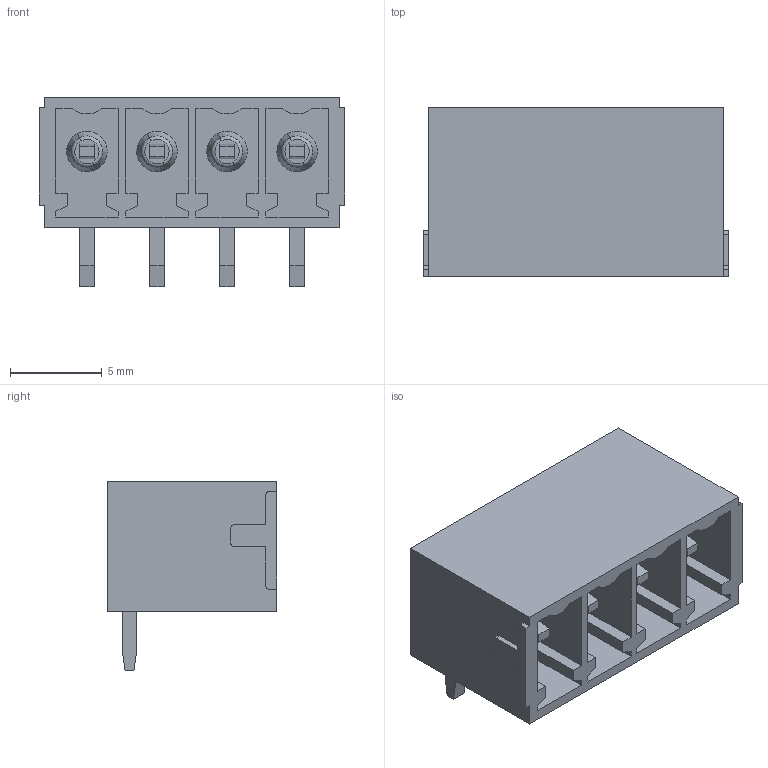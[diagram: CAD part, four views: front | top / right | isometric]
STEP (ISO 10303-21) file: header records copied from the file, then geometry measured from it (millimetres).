
FILE_DESCRIPTION(('CATIA V5 STEP Exchange','CAx-IF Rec.Pracs.--- Model Styling and Organization---1.2---2011-12-15'),'2;1');
FILE_NAME ('D1447365_0_1036510000_1036510000.stp','2018-10-12T06:35:26+00:00',('none'),('Weidmueller'),'CATIA Version 5-6 Release 2014','CATIA V5 STEP AP214','none');
FILE_SCHEMA(('AUTOMOTIVE_DESIGN { 1 0 10303 214 1 1 1 1 }'));
Length unit declared in the file: millimetre
Products named in the file (1): 1036510000
Bounding box: 16.63 x 9.2 x 10.3 mm (x, y, z)
Volume: 469.3 mm3; surface area: 1597.1 mm2
Topology: 5 solids, 5 shells, 290 faces, 816 edges, 544 vertices
Faces by surface type: plane 258, cylinder 16, cone 8, torus 8
Entity records: 8471 total; most frequent: ORIENTED_EDGE 1632, CARTESIAN_POINT 1505, DIRECTION 1104, EDGE_CURVE 816, VECTOR 752, LINE 752, VERTEX_POINT 544, EDGE_LOOP 306
